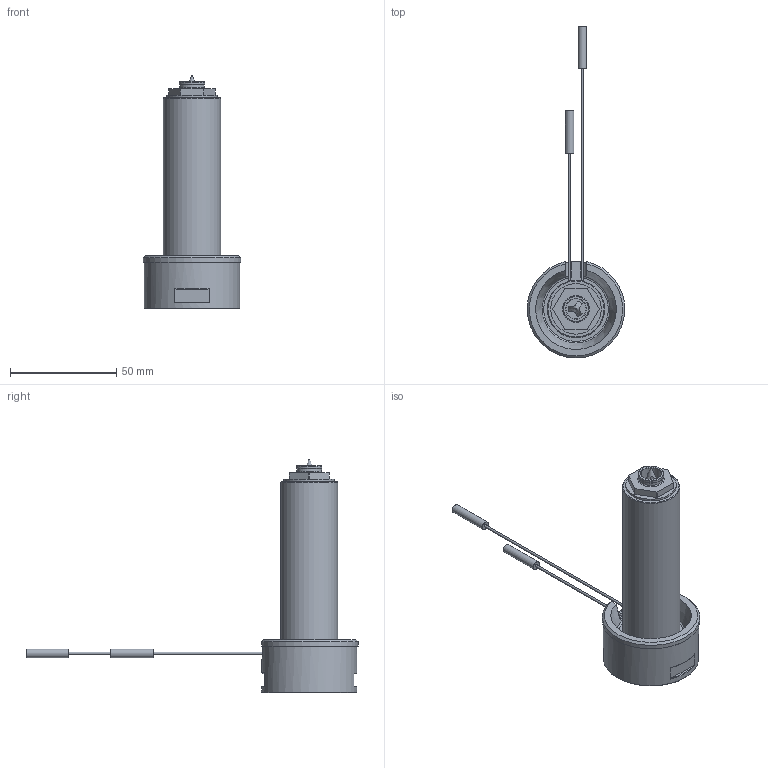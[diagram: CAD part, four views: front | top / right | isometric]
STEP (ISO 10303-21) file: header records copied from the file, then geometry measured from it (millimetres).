
FILE_DESCRIPTION(/* description */ (''),/* implementation_level */ '2;1');
FILE_NAME(/* name */ 'HSCL85B12F.stp',/* time_stamp */ '2022-11-22T18:27:03+09:00',/* author */ (''),/* organization */ (''),/* preprocessor_version */ 'ST-DEVELOPER v18.102',/* originating_system */ 'SIEMENS PLM Software NX 2023',/* authorisation */ '');
FILE_SCHEMA (('AUTOMOTIVE_DESIGN { 1 0 10303 214 3 1 1 1 }'));
Length unit declared in the file: millimetre
Products named in the file (1): HSCL85B12F
Bounding box: 45.99 x 156.5 x 110 mm (x, y, z)
Volume: 74356.5 mm3; surface area: 16938.7 mm2
Topology: 5 solids, 5 shells, 75 faces, 161 edges, 107 vertices
Faces by surface type: plane 34, cylinder 23, cone 13, torus 4, sphere 1
Full cylindrical faces by diameter (mm): 1.2 x2, 4 x2, 5 x1, 9.5 x1, 11.6 x1, 12 x1, 23.8 x1, 27 x1, 45 x1
Entity records: 2040 total; most frequent: CARTESIAN_POINT 468, DIRECTION 328, ORIENTED_EDGE 262, AXIS2_PLACEMENT_3D 142, EDGE_CURVE 131, EDGE_LOOP 107, VERTEX_POINT 98, ADVANCED_FACE 75
